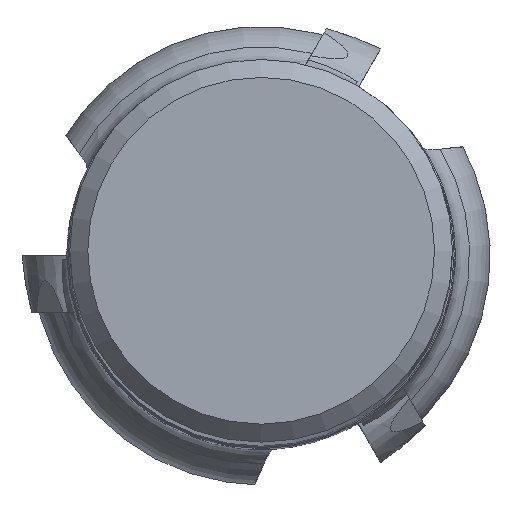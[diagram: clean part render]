
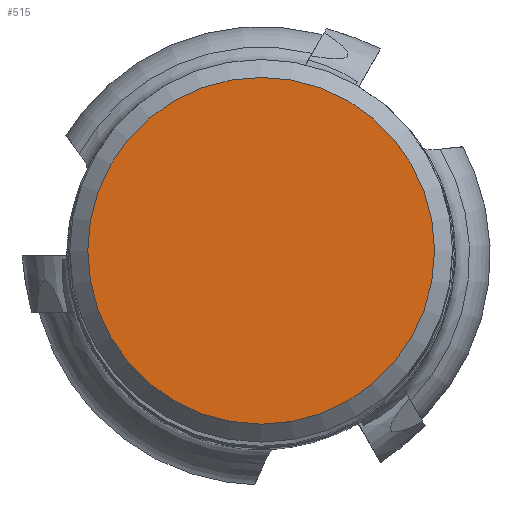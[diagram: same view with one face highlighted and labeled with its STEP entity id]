
A CAD part, top view. The second image highlights one B-rep face of the part: STEP entity #515.
In plain terms, the highlighted planar face has unit normal (0, 0, 1).
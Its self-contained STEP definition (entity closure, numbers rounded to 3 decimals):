
#335=FACE_OUTER_BOUND('',#886,.T.);
#515=ADVANCED_FACE('',(#335),#698,.T.);
#698=PLANE('',#3592);
#886=EDGE_LOOP('',(#1701));
#1701=ORIENTED_EDGE('',*,*,#2941,.F.);
#2596=VERTEX_POINT('',#5437);
#2941=EDGE_CURVE('',#2596,#2596,#3351,.T.);
#3351=CIRCLE('',#3591,14.496);
#3591=AXIS2_PLACEMENT_3D('',#5436,#4062,#4063);
#3592=AXIS2_PLACEMENT_3D('',#5438,#4064,#4065);
#4062=DIRECTION('',(0.,0.,-1.));
#4063=DIRECTION('',(-1.,0.,0.));
#4064=DIRECTION('',(0.,0.,1.));
#4065=DIRECTION('',(1.,0.,0.));
#5436=CARTESIAN_POINT('',(0.,0.,0.));
#5437=CARTESIAN_POINT('',(-14.496,0.,0.));
#5438=CARTESIAN_POINT('',(-14.496,0.,0.));
